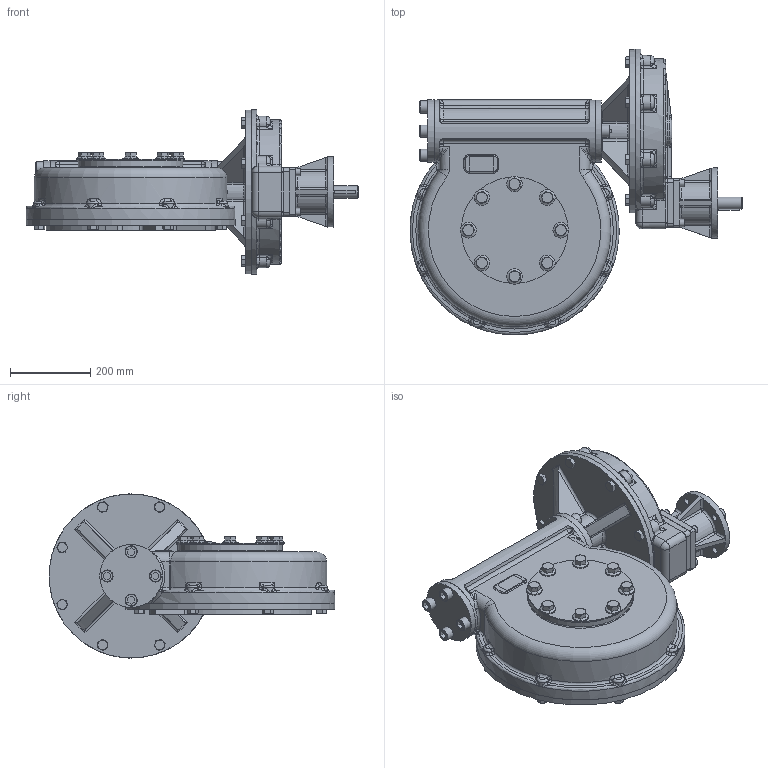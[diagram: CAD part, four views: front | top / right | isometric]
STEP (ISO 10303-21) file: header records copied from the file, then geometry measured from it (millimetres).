
FILE_DESCRIPTION(/* description */ ('Unknown'),/* implementation_level */ '2;1');
FILE_NAME(/* name */ 'PUB-MTW8IRL-F14-F25',/* time_stamp */ '2015-12-09T14:09:55+00:00',/* author */ ('Unknown'),/* organization */ ('Unknown'),/* preprocessor_version */ 'ST-DEVELOPER v16',/* originating_system */ 'DEX',/* authorisation */ $);
FILE_SCHEMA (('AUTOMOTIVE_DESIGN { 1 0 10303 214 3 1 1 }','AUTOMOTIVE_DESIGN {1 0 10303 214 3 1 1}'));
Products named in the file (1): PUB-MTW8IRL-F14-F25
Bounding box: 825.44 x 710.38 x 408 mm (x, y, z)
Surface area: 1627796.8 mm2 (no closed solid volume)
Topology: 0 solids, 47 shells, 1142 faces, 2915 edges, 1699 vertices
Faces by surface type: plane 363, cylinder 258, cone 179, bspline 137, torus 134, sphere 71
Full cylindrical faces by diameter (mm): 13.835 x8, 16.5 x12, 18 x4, 30 x6, 39 x8, 50 x1, 100 x1, 155 x1, 175 x1, 195 x1, 260 x1, 265 x1, 408 x1, 440 x1, 520 x1
Entity records: 59757 total; most frequent: CARTESIAN_POINT 31328, DIRECTION 5139, ORIENTED_EDGE 5001, EDGE_CURVE 2681, AXIS2_PLACEMENT_3D 2169, VERTEX_POINT 1660, FACE_BOUND 1339, EDGE_LOOP 1331
